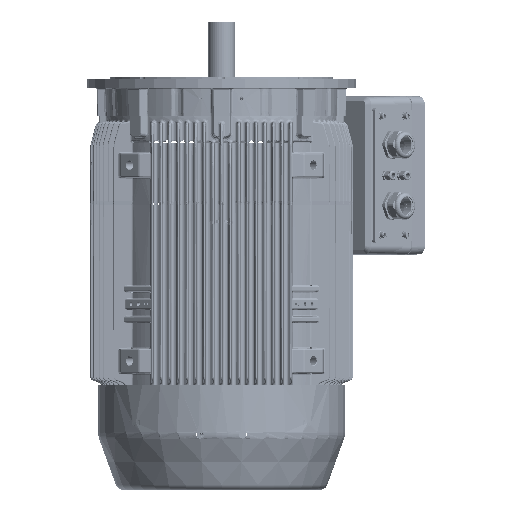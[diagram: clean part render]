
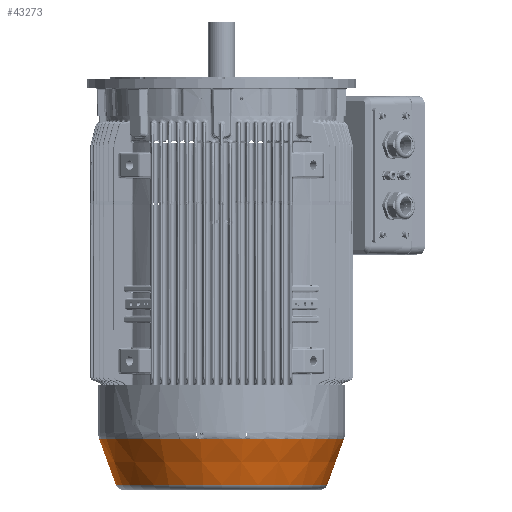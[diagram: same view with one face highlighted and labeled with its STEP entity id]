
A CAD part, front view. The second image highlights one B-rep face of the part: STEP entity #43273.
In plain terms, the highlighted conical face has half-angle 20 degrees and reference radius 259.882 mm.
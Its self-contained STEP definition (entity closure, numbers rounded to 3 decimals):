
#42695=CONICAL_SURFACE('',#139546,259.882,20.);
#43273=ADVANCED_FACE('',(#51659,#51660),#42695,.T.);
#51659=FACE_BOUND('',#54314,.T.);
#51660=FACE_BOUND('',#54315,.T.);
#54314=EDGE_LOOP('',(#62610));
#54315=EDGE_LOOP('',(#62611));
#62610=ORIENTED_EDGE('',*,*,#113765,.T.);
#62611=ORIENTED_EDGE('',*,*,#113763,.F.);
#97691=VERTEX_POINT('',#179372);
#97693=VERTEX_POINT('',#179377);
#113763=EDGE_CURVE('',#97691,#97691,#136198,.T.);
#113765=EDGE_CURVE('',#97693,#97693,#136200,.T.);
#136198=CIRCLE('',#139542,259.882);
#136200=CIRCLE('',#139545,300.485);
#139542=AXIS2_PLACEMENT_3D('',#179371,#148233,#148234);
#139545=AXIS2_PLACEMENT_3D('',#179376,#148239,#148240);
#139546=AXIS2_PLACEMENT_3D('',#179378,#148241,#148242);
#148233=DIRECTION('',(0.,0.,-1.));
#148234=DIRECTION('',(-1.,0.,0.));
#148239=DIRECTION('',(0.,0.,-1.));
#148240=DIRECTION('',(-1.,0.,0.));
#148241=DIRECTION('',(0.,0.,1.));
#148242=DIRECTION('',(1.,0.,0.));
#179371=CARTESIAN_POINT('',(0.,0.,-996.84));
#179372=CARTESIAN_POINT('',(-259.882,0.,-996.84));
#179376=CARTESIAN_POINT('',(0.,0.,-885.285));
#179377=CARTESIAN_POINT('',(-300.485,0.,-885.285));
#179378=CARTESIAN_POINT('',(0.,0.,-996.84));
